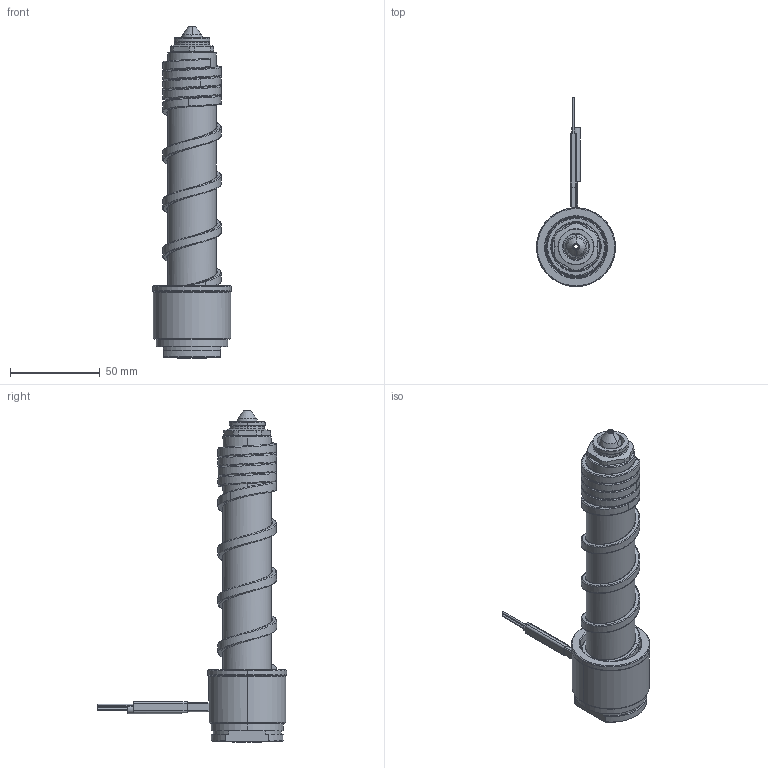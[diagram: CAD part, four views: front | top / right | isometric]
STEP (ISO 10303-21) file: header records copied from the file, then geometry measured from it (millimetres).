
FILE_DESCRIPTION((''),'2;1');
FILE_NAME('EL-186-AKM-N_ASM','2014-02-20T',('Íàòàëüÿ'),('IMID'),'PRO/ENGINEER BY PARAMETRIC TECHNOLOGY CORPORATION, 2010480','PRO/ENGINEER BY PARAMETRIC TECHNOLOGY CORPORATION, 2010480','');
FILE_SCHEMA(('CONFIG_CONTROL_DESIGN'));
Length unit declared in the file: millimetre
Products named in the file (3): EL-186-AKM; CMEL-1435_FORSUNKA; EL-186-AKM-N_ASM
Assembly tree (2 placements, depth 2):
  EL-186-AKM-N_ASM
    EL-186-AKM
    CMEL-1435_FORSUNKA
Bounding box: 44 x 105.5 x 184.8 mm (x, y, z)
Volume: 127173.4 mm3; surface area: 48666.3 mm2
Topology: 2 solids, 8 shells, 340 faces, 938 edges, 597 vertices
Faces by surface type: cylinder 118, bspline 63, cone 62, plane 54, torus 30, revolution 9, extrusion 4
Entity records: 19753 total; most frequent: CARTESIAN_POINT 11241, ORIENTED_EDGE 1836, DIRECTION 1711, EDGE_CURVE 930, AXIS2_PLACEMENT_3D 702, VERTEX_POINT 597, CIRCLE 431, EDGE_LOOP 365
